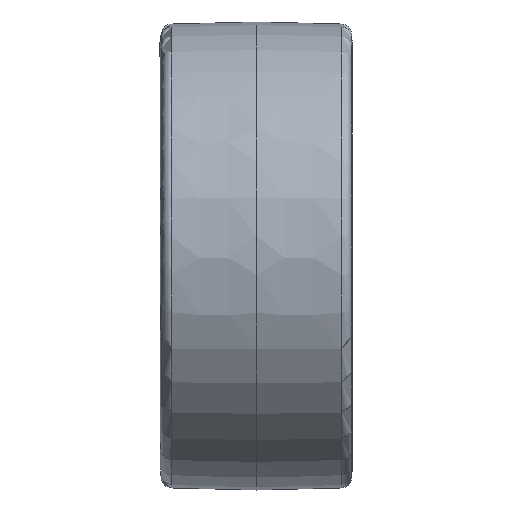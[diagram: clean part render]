
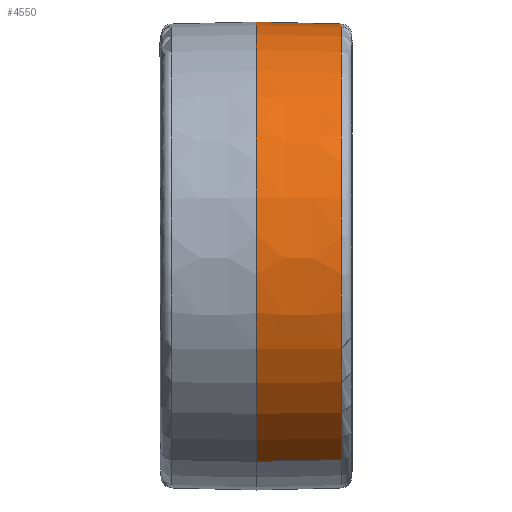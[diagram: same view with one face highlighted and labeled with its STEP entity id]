
A CAD part, left-side view. The second image highlights one B-rep face of the part: STEP entity #4550.
In plain terms, the highlighted free-form (B-spline) face has degree [3, 3] with [4, 4] control points.
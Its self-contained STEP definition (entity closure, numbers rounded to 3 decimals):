
#75=(
BOUNDED_SURFACE()
B_SPLINE_SURFACE(3,3,((#8723,#8724,#8725,#8726),(#8727,#8728,#8729,#8730),
(#8731,#8732,#8733,#8734),(#8735,#8736,#8737,#8738)),
 .SURF_OF_REVOLUTION.,.F.,.F.,.F.)
B_SPLINE_SURFACE_WITH_KNOTS((4,4),(4,4),(0.,1.),(0.,1.),
 .PIECEWISE_BEZIER_KNOTS.)
GEOMETRIC_REPRESENTATION_ITEM()
RATIONAL_B_SPLINE_SURFACE(((1.,0.498,0.498,1.),
(1.,0.498,0.498,1.),(1.,0.498,0.498,
1.),(1.,0.498,0.498,1.)))
REPRESENTATION_ITEM('')
SURFACE()
);
#119=CIRCLE('',#4704,32.9);
#127=CIRCLE('',#4722,32.613);
#1901=ORIENTED_EDGE('',*,*,#2768,.F.);
#1902=ORIENTED_EDGE('',*,*,#2738,.F.);
#1903=ORIENTED_EDGE('',*,*,#2769,.F.);
#1904=ORIENTED_EDGE('',*,*,#2770,.T.);
#2738=EDGE_CURVE('',#3260,#3259,#119,.T.);
#2768=EDGE_CURVE('',#3259,#3285,#3718,.T.);
#2769=EDGE_CURVE('',#3286,#3260,#3719,.T.);
#2770=EDGE_CURVE('',#3286,#3285,#127,.T.);
#3259=VERTEX_POINT('',#8539);
#3260=VERTEX_POINT('',#8544);
#3285=VERTEX_POINT('',#8743);
#3286=VERTEX_POINT('',#8748);
#3718=B_SPLINE_CURVE_WITH_KNOTS('',3,(#8739,#8740,#8741,#8742),
 .UNSPECIFIED.,.F.,.F.,(4,4),(0.,1.),.PIECEWISE_BEZIER_KNOTS.);
#3719=B_SPLINE_CURVE_WITH_KNOTS('',3,(#8744,#8745,#8746,#8747),
 .UNSPECIFIED.,.F.,.F.,(4,4),(0.,1.),.PIECEWISE_BEZIER_KNOTS.);
#3955=EDGE_LOOP('',(#1901,#1902,#1903,#1904));
#4237=FACE_BOUND('',#3955,.T.);
#4550=ADVANCED_FACE('',(#4237),#75,.T.);
#4704=AXIS2_PLACEMENT_3D('',#8545,#5172,#5173);
#4722=AXIS2_PLACEMENT_3D('',#8749,#5208,#5209);
#5172=DIRECTION('',(0.,1.,0.));
#5173=DIRECTION('',(1.,0.,0.));
#5208=DIRECTION('',(0.,1.,0.));
#5209=DIRECTION('',(1.,0.,0.));
#8539=CARTESIAN_POINT('',(0.,0.,32.9));
#8544=CARTESIAN_POINT('',(-15.773,0.,-28.872));
#8545=CARTESIAN_POINT('',(0.,0.,0.));
#8723=CARTESIAN_POINT('',(-15.773,0.,-28.872));
#8724=CARTESIAN_POINT('',(-53.203,0.,-8.425));
#8725=CARTESIAN_POINT('',(-42.651,0.,32.9));
#8726=CARTESIAN_POINT('',(0.,0.,32.9));
#8727=CARTESIAN_POINT('',(-15.773,-3.991,-28.872));
#8728=CARTESIAN_POINT('',(-53.203,-3.991,-8.425));
#8729=CARTESIAN_POINT('',(-42.651,-3.991,32.9));
#8730=CARTESIAN_POINT('',(0.,-3.991,32.9));
#8731=CARTESIAN_POINT('',(-15.727,-7.982,-28.789));
#8732=CARTESIAN_POINT('',(-53.048,-7.982,-8.4));
#8733=CARTESIAN_POINT('',(-42.527,-7.982,32.804));
#8734=CARTESIAN_POINT('',(0.,-7.982,32.804));
#8735=CARTESIAN_POINT('',(-15.636,-11.968,-28.621));
#8736=CARTESIAN_POINT('',(-52.739,-11.968,-8.351));
#8737=CARTESIAN_POINT('',(-42.279,-11.968,32.613));
#8738=CARTESIAN_POINT('',(0.,-11.968,32.613));
#8739=CARTESIAN_POINT('',(0.,0.,32.9));
#8740=CARTESIAN_POINT('',(0.,-3.991,32.9));
#8741=CARTESIAN_POINT('',(0.,-7.982,32.804));
#8742=CARTESIAN_POINT('',(0.,-11.968,32.613));
#8743=CARTESIAN_POINT('',(0.,-11.968,32.613));
#8744=CARTESIAN_POINT('',(-15.636,-11.968,-28.621));
#8745=CARTESIAN_POINT('',(-15.727,-7.982,-28.789));
#8746=CARTESIAN_POINT('',(-15.773,-3.991,-28.872));
#8747=CARTESIAN_POINT('',(-15.773,0.,-28.872));
#8748=CARTESIAN_POINT('',(-15.636,-11.968,-28.621));
#8749=CARTESIAN_POINT('',(0.,-11.968,0.));
